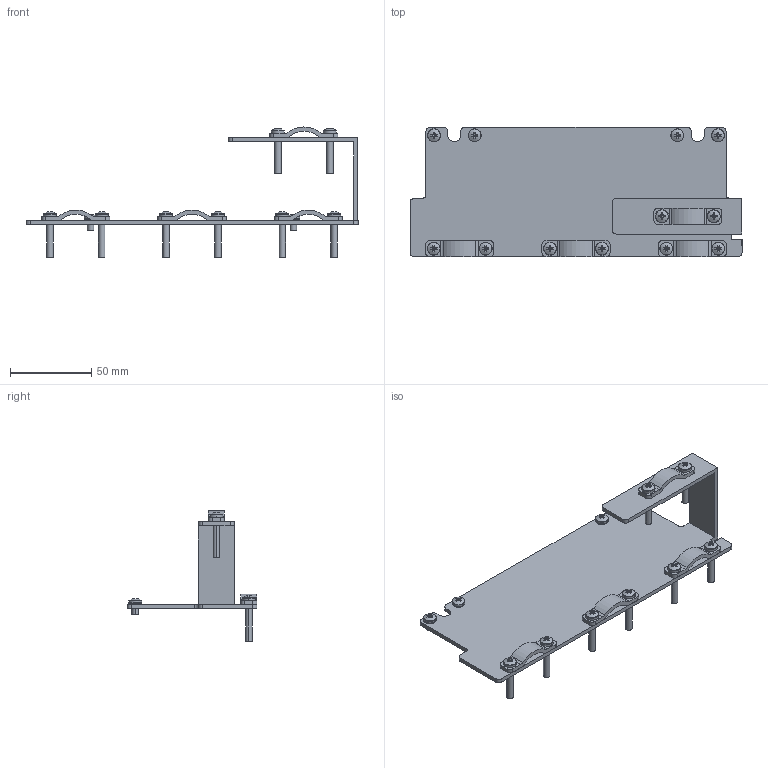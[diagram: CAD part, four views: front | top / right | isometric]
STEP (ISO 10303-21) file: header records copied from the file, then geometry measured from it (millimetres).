
FILE_DESCRIPTION (( 'STEP AP214' ), '1' );
FILE_NAME ('13055389_CONJ BLINDAGEM CABOS CFW500_KPCSE NC.STEP', '2021-05-19T21:47:14', ( '' ), ( '' ), 'SwSTEP 2.0', 'SolidWorks 2017', '' );
FILE_SCHEMA (( 'AUTOMOTIVE_DESIGN' ));
Length unit declared in the file: inch
Products named in the file (1): 13055389_CONJ BLINDAGEM CABOS CFW500_KPCSE NC
Bounding box: 204.7 x 80 x 80.25 mm (x, y, z)
Volume: 55362.7 mm3; surface area: 48415.4 mm2
Topology: 17 solids, 17 shells, 639 faces, 1579 edges, 982 vertices
Faces by surface type: plane 292, cylinder 175, bspline 92, cone 80
Entity records: 30214 total; most frequent: CARTESIAN_POINT 6949, ORIENTED_EDGE 3110, DIRECTION 3053, EDGE_CURVE 1555, AXIS2_PLACEMENT_3D 1222, VERTEX_POINT 982, EDGE_LOOP 711, CIRCLE 674
